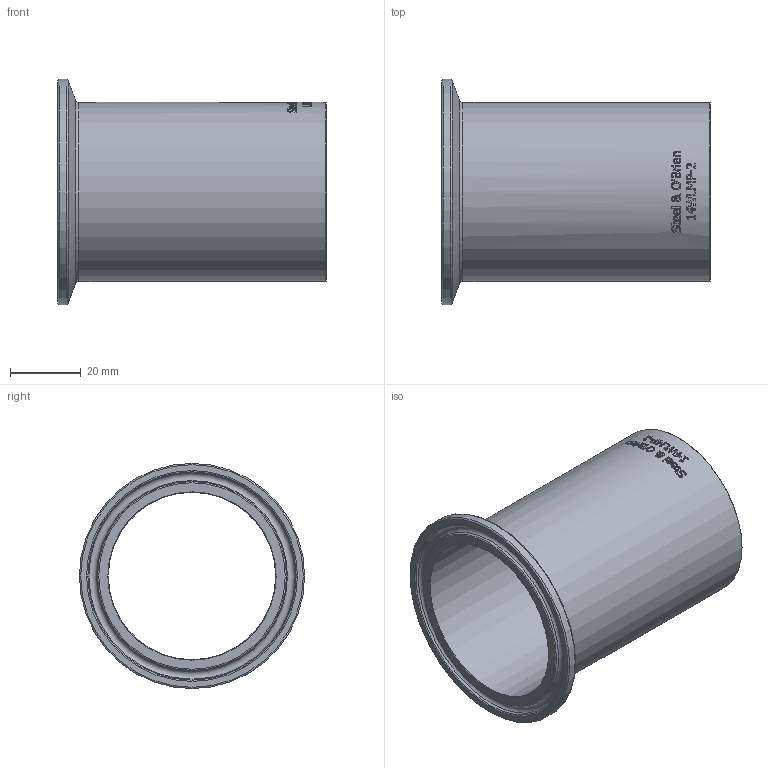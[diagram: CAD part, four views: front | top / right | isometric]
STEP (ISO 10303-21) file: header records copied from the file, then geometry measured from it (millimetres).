
FILE_DESCRIPTION(/* description */ (''),/* implementation_level */ '2;1');
FILE_NAME(/* name */ '14WLMP-2.stp',/* time_stamp */ '2019-01-23T16:11:46-05:00',/* author */ ('rick'),/* organization */ (''),/* preprocessor_version */ 'ST-DEVELOPER v15.2',/* originating_system */ 'Autodesk Inventor 2014',/* authorisation */ '');
FILE_SCHEMA (('AUTOMOTIVE_DESIGN { 1 0 10303 214 3 1 1 }'));
Length unit declared in the file: inch
Products named in the file (1): 14WLMP-2
Bounding box: 76.2 x 63.91 x 63.91 mm (x, y, z)
Volume: 23537.9 mm3; surface area: 26429 mm2
Topology: 1 solids, 1 shells, 343 faces, 912 edges, 604 vertices
Faces by surface type: plane 157, bspline 139, cylinder 35, torus 9, cone 3
Full cylindrical faces by diameter (mm): 47.498 x1, 50.8 x1, 63.906 x1
Entity records: 13227 total; most frequent: CARTESIAN_POINT 5447, ORIENTED_EDGE 1794, DIRECTION 1233, EDGE_CURVE 897, VERTEX_POINT 604, LINE 415, VECTOR 415, AXIS2_PLACEMENT_3D 409
